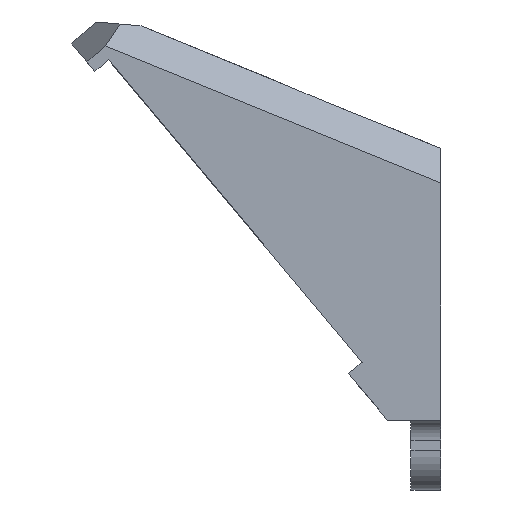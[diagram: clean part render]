
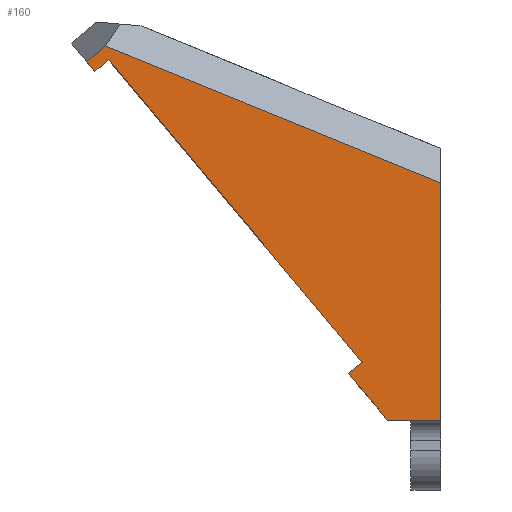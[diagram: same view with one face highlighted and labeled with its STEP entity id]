
A CAD part, left-side view. The second image highlights one B-rep face of the part: STEP entity #160.
In plain terms, the highlighted planar face has unit normal (-1, 0, 0).
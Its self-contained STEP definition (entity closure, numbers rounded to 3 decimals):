
#6 = CARTESIAN_POINT ( 'NONE',  ( -19.5, 33.266, 28.361 ) ) ;
#66 = ORIENTED_EDGE ( 'NONE', *, *, #3135, .F. ) ;
#86 = CARTESIAN_POINT ( 'NONE',  ( -19.5, 35.455, 28.17 ) ) ;
#160 = ADVANCED_FACE ( 'NONE', ( #2598 ), #1149, .F. ) ;
#259 = ORIENTED_EDGE ( 'NONE', *, *, #1376, .T. ) ;
#288 = ORIENTED_EDGE ( 'NONE', *, *, #2457, .T. ) ;
#295 = ORIENTED_EDGE ( 'NONE', *, *, #1108, .T. ) ;
#358 = DIRECTION ( 'NONE',  ( 0., 0., 1. ) ) ;
#379 = EDGE_CURVE ( 'NONE', #1727, #2191, #1272, .T. ) ;
#496 = CARTESIAN_POINT ( 'NONE',  ( -19.5, 9.254, -3.055 ) ) ;
#526 = DIRECTION ( 'NONE',  ( 0., 0.643, 0.766 ) ) ;
#586 = VECTOR ( 'NONE', #358, 1000. ) ;
#630 = VECTOR ( 'NONE', #1541, 1000. ) ;
#685 = LINE ( 'NONE', #2696, #1280 ) ;
#728 = VERTEX_POINT ( 'NONE', #1184 ) ;
#733 = LINE ( 'NONE', #2708, #1004 ) ;
#852 = CARTESIAN_POINT ( 'NONE',  ( -19.5, 7.875, -1.898 ) ) ;
#1004 = VECTOR ( 'NONE', #1262, 1000. ) ;
#1091 = EDGE_CURVE ( 'NONE', #1277, #3053, #1176, .T. ) ;
#1108 = EDGE_CURVE ( 'NONE', #728, #1166, #733, .T. ) ;
#1124 = LINE ( 'NONE', #2364, #2719 ) ;
#1149 = PLANE ( 'NONE',  #1415 ) ;
#1166 = VERTEX_POINT ( 'NONE', #1710 ) ;
#1176 = LINE ( 'NONE', #2164, #1677 ) ;
#1184 = CARTESIAN_POINT ( 'NONE',  ( -19.5, 5.35, -7.708 ) ) ;
#1233 = VECTOR ( 'NONE', #2549, 1000. ) ;
#1262 = DIRECTION ( 'NONE',  ( 0., -1., 0. ) ) ;
#1270 = CARTESIAN_POINT ( 'NONE',  ( -19.5, 6.935, -5.819 ) ) ;
#1272 = LINE ( 'NONE', #2738, #2042 ) ;
#1277 = VERTEX_POINT ( 'NONE', #2055 ) ;
#1280 = VECTOR ( 'NONE', #2151, 1000. ) ;
#1358 = LINE ( 'NONE', #1611, #586 ) ;
#1376 = EDGE_CURVE ( 'NONE', #2297, #1277, #2844, .T. ) ;
#1396 = DIRECTION ( 'NONE',  ( 0., 0., -1. ) ) ;
#1415 = AXIS2_PLACEMENT_3D ( 'NONE', #1593, #2583, #1396 ) ;
#1417 = CARTESIAN_POINT ( 'NONE',  ( -19.5, 34.644, 27.204 ) ) ;
#1506 = VERTEX_POINT ( 'NONE', #1417 ) ;
#1541 = DIRECTION ( 'NONE',  ( 0., 0.926, 0.378 ) ) ;
#1543 = ORIENTED_EDGE ( 'NONE', *, *, #2582, .F. ) ;
#1593 = CARTESIAN_POINT ( 'NONE',  ( -19.5, 3., -19.5 ) ) ;
#1611 = CARTESIAN_POINT ( 'NONE',  ( -19.5, 0., -19.5 ) ) ;
#1661 = EDGE_LOOP ( 'NONE', ( #3080, #2471, #288, #2037, #1543, #66, #295, #1674, #259 ) ) ;
#1674 = ORIENTED_EDGE ( 'NONE', *, *, #1957, .T. ) ;
#1677 = VECTOR ( 'NONE', #3177, 1000. ) ;
#1710 = CARTESIAN_POINT ( 'NONE',  ( -19.5, 0., -7.708 ) ) ;
#1727 = VERTEX_POINT ( 'NONE', #852 ) ;
#1957 = EDGE_CURVE ( 'NONE', #1166, #2297, #1358, .T. ) ;
#2037 = ORIENTED_EDGE ( 'NONE', *, *, #379, .F. ) ;
#2042 = VECTOR ( 'NONE', #526, 1000. ) ;
#2055 = CARTESIAN_POINT ( 'NONE',  ( -19.5, 33.567, 29.754 ) ) ;
#2151 = DIRECTION ( 'NONE',  ( 0., -0.766, 0.643 ) ) ;
#2164 = CARTESIAN_POINT ( 'NONE',  ( -19.5, -6.677, 63.524 ) ) ;
#2191 = VERTEX_POINT ( 'NONE', #6 ) ;
#2227 = LINE ( 'NONE', #496, #2474 ) ;
#2286 = CARTESIAN_POINT ( 'NONE',  ( -19.5, 9.254, -3.055 ) ) ;
#2290 = EDGE_CURVE ( 'NONE', #1506, #3053, #1124, .T. ) ;
#2297 = VERTEX_POINT ( 'NONE', #2584 ) ;
#2364 = CARTESIAN_POINT ( 'NONE',  ( -19.5, 6.935, -5.819 ) ) ;
#2457 = EDGE_CURVE ( 'NONE', #1506, #2191, #685, .T. ) ;
#2471 = ORIENTED_EDGE ( 'NONE', *, *, #2290, .F. ) ;
#2474 = VECTOR ( 'NONE', #2695, 1000. ) ;
#2549 = DIRECTION ( 'NONE',  ( 0., 0.643, 0.766 ) ) ;
#2582 = EDGE_CURVE ( 'NONE', #2950, #1727, #2227, .T. ) ;
#2583 = DIRECTION ( 'NONE',  ( 1., 0., 0. ) ) ;
#2584 = CARTESIAN_POINT ( 'NONE',  ( -19.5, 0., 16.043 ) ) ;
#2593 = CARTESIAN_POINT ( 'NONE',  ( -19.5, 34.552, 30.157 ) ) ;
#2598 = FACE_OUTER_BOUND ( 'NONE', #1661, .T. ) ;
#2695 = DIRECTION ( 'NONE',  ( 0., -0.766, 0.643 ) ) ;
#2696 = CARTESIAN_POINT ( 'NONE',  ( -19.5, 34.644, 27.204 ) ) ;
#2708 = CARTESIAN_POINT ( 'NONE',  ( -19.5, 3., -7.708 ) ) ;
#2719 = VECTOR ( 'NONE', #2864, 1000. ) ;
#2738 = CARTESIAN_POINT ( 'NONE',  ( -19.5, 5.556, -4.662 ) ) ;
#2844 = LINE ( 'NONE', #2593, #630 ) ;
#2864 = DIRECTION ( 'NONE',  ( 0., 0.643, 0.766 ) ) ;
#2950 = VERTEX_POINT ( 'NONE', #2286 ) ;
#3038 = LINE ( 'NONE', #1270, #1233 ) ;
#3053 = VERTEX_POINT ( 'NONE', #86 ) ;
#3080 = ORIENTED_EDGE ( 'NONE', *, *, #1091, .T. ) ;
#3135 = EDGE_CURVE ( 'NONE', #728, #2950, #3038, .T. ) ;
#3177 = DIRECTION ( 'NONE',  ( 0., 0.766, -0.643 ) ) ;
